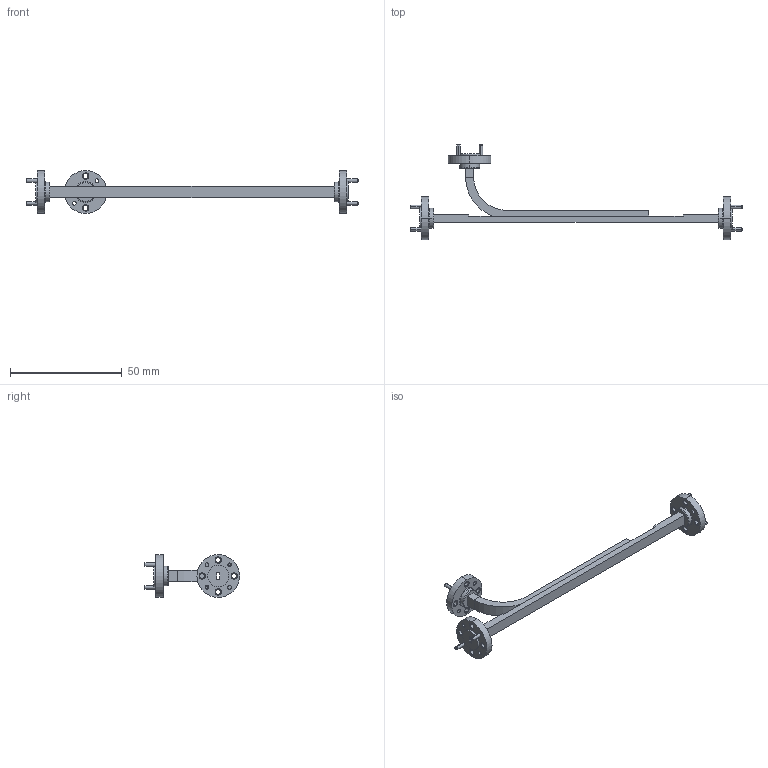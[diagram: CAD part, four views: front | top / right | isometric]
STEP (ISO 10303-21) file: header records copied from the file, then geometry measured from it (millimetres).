
FILE_DESCRIPTION (( 'STEP AP214' ), '1' );
FILE_NAME ('FM-W12CP003A-10_3D.step', '2024-03-27T19:44:24', ( '' ), ( '' ), 'SwSTEP 2.0', 'SolidWorks 2022', '' );
FILE_SCHEMA (( 'AUTOMOTIVE_DESIGN' ));
Length unit declared in the file: inch
Products named in the file (1): FM-W12CP003A-10_3D
Bounding box: 148.23 x 42.49 x 19.05 mm (x, y, z)
Volume: 5415.8 mm3; surface area: 7969.4 mm2
Topology: 1 solids, 1 shells, 216 faces, 482 edges, 308 vertices
Faces by surface type: cylinder 118, plane 74, cone 12, torus 12
Entity records: 6194 total; most frequent: DIRECTION 1188, CARTESIAN_POINT 1007, ORIENTED_EDGE 964, AXIS2_PLACEMENT_3D 489, EDGE_CURVE 482, VERTEX_POINT 308, EDGE_LOOP 294, CIRCLE 272
